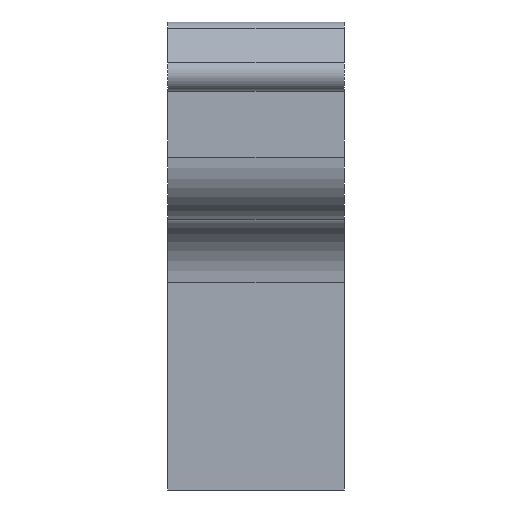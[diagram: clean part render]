
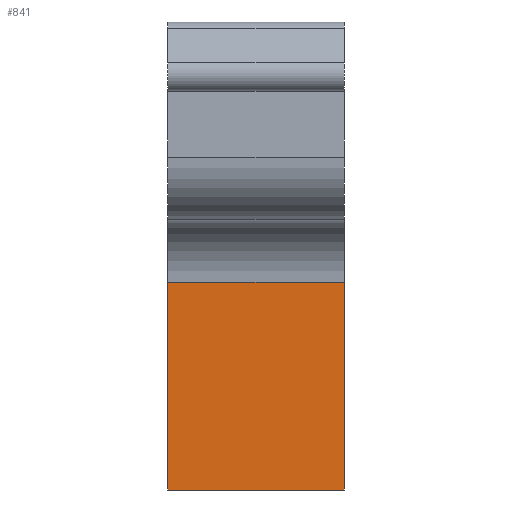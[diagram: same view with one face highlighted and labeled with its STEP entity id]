
A CAD part, front view. The second image highlights one B-rep face of the part: STEP entity #841.
In plain terms, the highlighted planar face has unit normal (0, -1, 0).
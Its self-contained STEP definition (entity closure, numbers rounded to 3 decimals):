
#19=PLANE('',#905);
#53=FACE_OUTER_BOUND('',#97,.T.);
#97=EDGE_LOOP('',(#633,#634,#635,#636));
#160=LINE('',#1281,#258);
#168=LINE('',#1303,#266);
#169=LINE('',#1307,#267);
#170=LINE('',#1308,#268);
#258=VECTOR('',#1014,10.);
#266=VECTOR('',#1038,10.);
#267=VECTOR('',#1043,10.);
#268=VECTOR('',#1044,10.);
#396=VERTEX_POINT('',#1278);
#397=VERTEX_POINT('',#1280);
#403=VERTEX_POINT('',#1302);
#404=VERTEX_POINT('',#1306);
#482=EDGE_CURVE('',#397,#396,#160,.T.);
#493=EDGE_CURVE('',#397,#403,#168,.T.);
#495=EDGE_CURVE('',#404,#396,#169,.T.);
#496=EDGE_CURVE('',#403,#404,#170,.T.);
#633=ORIENTED_EDGE('',*,*,#493,.F.);
#634=ORIENTED_EDGE('',*,*,#482,.T.);
#635=ORIENTED_EDGE('',*,*,#495,.F.);
#636=ORIENTED_EDGE('',*,*,#496,.F.);
#841=ADVANCED_FACE('',(#53),#19,.T.);
#905=AXIS2_PLACEMENT_3D('',#1305,#1041,#1042);
#1014=DIRECTION('',(0.,0.,-1.));
#1038=DIRECTION('',(1.,0.,0.));
#1041=DIRECTION('center_axis',(0.,-1.,0.));
#1042=DIRECTION('ref_axis',(-1.,0.,0.));
#1043=DIRECTION('',(-1.,0.,0.));
#1044=DIRECTION('',(0.,0.,-1.));
#1278=CARTESIAN_POINT('',(0.,20.1,40.525));
#1280=CARTESIAN_POINT('',(0.,20.1,50.525));
#1281=CARTESIAN_POINT('',(0.,20.1,53.525));
#1302=CARTESIAN_POINT('',(8.5,20.1,50.525));
#1303=CARTESIAN_POINT('',(9.25,20.1,50.525));
#1305=CARTESIAN_POINT('Origin',(8.5,20.1,53.525));
#1306=CARTESIAN_POINT('',(8.5,20.1,40.525));
#1307=CARTESIAN_POINT('',(8.5,20.1,40.525));
#1308=CARTESIAN_POINT('',(8.5,20.1,53.525));
